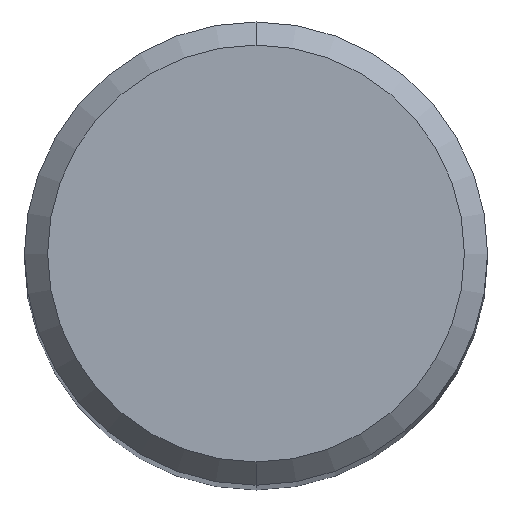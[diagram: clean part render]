
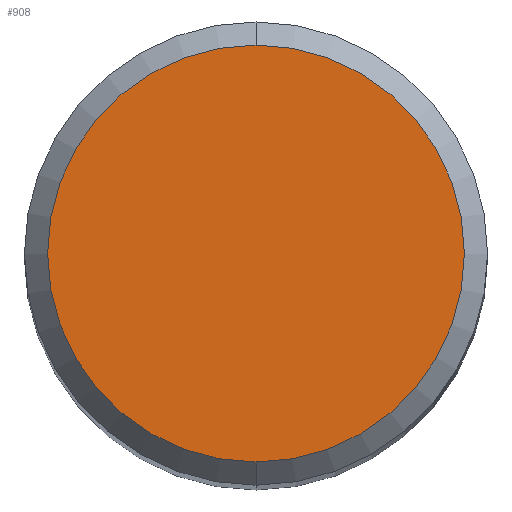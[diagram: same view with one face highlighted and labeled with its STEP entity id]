
A CAD part, top view. The second image highlights one B-rep face of the part: STEP entity #908.
In plain terms, the highlighted planar face has unit normal (0, 0, 1).
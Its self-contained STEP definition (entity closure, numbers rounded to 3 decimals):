
#426=EDGE_CURVE('',#862,#462,#1073,.T.);
#462=VERTEX_POINT('',#1111);
#698=EDGE_CURVE('',#462,#862,#1367,.T.);
#862=VERTEX_POINT('',#1546);
#908=ADVANCED_FACE('',(#1596),#1597,.T.);
#1073=CIRCLE('',#2351,4.5);
#1111=CARTESIAN_POINT('',(0.,-4.5,0.0));
#1367=CIRCLE('',#7966,4.5);
#1546=CARTESIAN_POINT('',(0.0,4.5,0.0));
#1596=FACE_OUTER_BOUND('',#12150,.T.);
#1597=PLANE('',#12151);
#2351=AXIS2_PLACEMENT_3D('',#14129,#14130,#14131);
#7966=AXIS2_PLACEMENT_3D('',#14420,#14421,#14422);
#12150=EDGE_LOOP('',(#14652,#14653));
#12151=AXIS2_PLACEMENT_3D('',#14654,#14655,#14656);
#14129=CARTESIAN_POINT('',(0.0,0.0,0.0));
#14130=DIRECTION('',(0.0,0.0,-1.0));
#14131=DIRECTION('',(0.0,1.0,0.0));
#14420=CARTESIAN_POINT('',(0.0,0.0,0.0));
#14421=DIRECTION('',(0.0,0.0,-1.0));
#14422=DIRECTION('',(0.0,1.0,0.0));
#14652=ORIENTED_EDGE('',*,*,#426,.F.);
#14653=ORIENTED_EDGE('',*,*,#698,.F.);
#14654=CARTESIAN_POINT('',(0.0,2.25,0.0));
#14655=DIRECTION('',(-0.0,0.0,1.0));
#14656=DIRECTION('',(0.0,-1.0,0.0));
